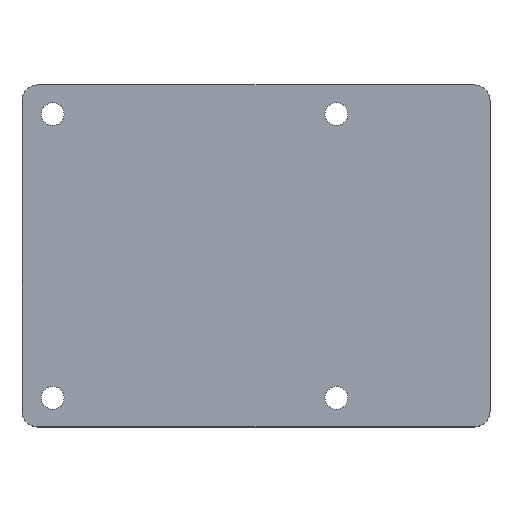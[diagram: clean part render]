
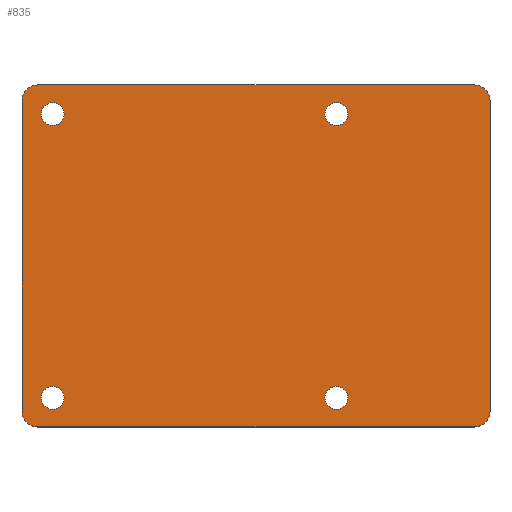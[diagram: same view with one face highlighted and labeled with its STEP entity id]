
A CAD part, top view. The second image highlights one B-rep face of the part: STEP entity #835.
In plain terms, the highlighted planar face has unit normal (0, 0, 1).
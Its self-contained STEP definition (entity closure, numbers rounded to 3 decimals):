
#27 = DIRECTION ( 'NONE',  ( 0., 0., -1. ) ) ;
#28 = EDGE_LOOP ( 'NONE', ( #681, #691 ) ) ;
#30 = ORIENTED_EDGE ( 'NONE', *, *, #129, .T. ) ;
#37 = DIRECTION ( 'NONE',  ( -1., 0., 0. ) ) ;
#46 = AXIS2_PLACEMENT_3D ( 'NONE', #1326, #657, #1616 ) ;
#58 = EDGE_CURVE ( 'NONE', #637, #1240, #398, .T. ) ;
#78 = ORIENTED_EDGE ( 'NONE', *, *, #1393, .T. ) ;
#98 = AXIS2_PLACEMENT_3D ( 'NONE', #876, #1154, #1291 ) ;
#129 = EDGE_CURVE ( 'NONE', #585, #1189, #1451, .T. ) ;
#144 = AXIS2_PLACEMENT_3D ( 'NONE', #1456, #772, #1329 ) ;
#146 = CARTESIAN_POINT ( 'NONE',  ( -24.35, 18., 0. ) ) ;
#167 = DIRECTION ( 'NONE',  ( -1., 0., 0. ) ) ;
#182 = AXIS2_PLACEMENT_3D ( 'NONE', #1010, #559, #1706 ) ;
#194 = EDGE_LOOP ( 'NONE', ( #30, #973 ) ) ;
#243 = CARTESIAN_POINT ( 'NONE',  ( -29.7, -21.7, 0. ) ) ;
#246 = LINE ( 'NONE', #497, #361 ) ;
#249 = CARTESIAN_POINT ( 'NONE',  ( -27.7, -21.7, 0. ) ) ;
#253 = DIRECTION ( 'NONE',  ( -1., 0., 0. ) ) ;
#281 = EDGE_LOOP ( 'NONE', ( #1630, #1062, #1515, #78, #1444, #958, #904, #953 ) ) ;
#293 = EDGE_CURVE ( 'NONE', #1581, #1240, #246, .T. ) ;
#294 = CIRCLE ( 'NONE', #144, 2. ) ;
#301 = VECTOR ( 'NONE', #1135, 1000. ) ;
#319 = CIRCLE ( 'NONE', #718, 2. ) ;
#333 = DIRECTION ( 'NONE',  ( -1., 0., 0. ) ) ;
#343 = CARTESIAN_POINT ( 'NONE',  ( 8.75, -18., 0. ) ) ;
#361 = VECTOR ( 'NONE', #1476, 1000. ) ;
#368 = CARTESIAN_POINT ( 'NONE',  ( 27.7, -19.7, 0. ) ) ;
#373 = CIRCLE ( 'NONE', #182, 1.45 ) ;
#393 = VECTOR ( 'NONE', #1011, 1000. ) ;
#398 = CIRCLE ( 'NONE', #797, 2. ) ;
#407 = ORIENTED_EDGE ( 'NONE', *, *, #469, .T. ) ;
#415 = ORIENTED_EDGE ( 'NONE', *, *, #463, .T. ) ;
#420 = CARTESIAN_POINT ( 'NONE',  ( -27.7, 21.7, 0. ) ) ;
#463 = EDGE_CURVE ( 'NONE', #1589, #1315, #1208, .T. ) ;
#469 = EDGE_CURVE ( 'NONE', #1318, #1373, #562, .T. ) ;
#478 = VERTEX_POINT ( 'NONE', #1674 ) ;
#486 = CIRCLE ( 'NONE', #1522, 1.45 ) ;
#497 = CARTESIAN_POINT ( 'NONE',  ( -29.7, 21.7, 0. ) ) ;
#522 = FACE_OUTER_BOUND ( 'NONE', #281, .T. ) ;
#524 = EDGE_CURVE ( 'NONE', #1189, #585, #486, .T. ) ;
#527 = CARTESIAN_POINT ( 'NONE',  ( -24.35, -18., 0. ) ) ;
#546 = VERTEX_POINT ( 'NONE', #1118 ) ;
#559 = DIRECTION ( 'NONE',  ( 0., 0., -1. ) ) ;
#560 = FACE_BOUND ( 'NONE', #1204, .T. ) ;
#562 = CIRCLE ( 'NONE', #1776, 1.45 ) ;
#572 = VECTOR ( 'NONE', #1617, 1000. ) ;
#583 = DIRECTION ( 'NONE',  ( 0., 0., 1. ) ) ;
#585 = VERTEX_POINT ( 'NONE', #343 ) ;
#599 = CIRCLE ( 'NONE', #885, 1.45 ) ;
#607 = CARTESIAN_POINT ( 'NONE',  ( 8.75, 18., 0. ) ) ;
#610 = DIRECTION ( 'NONE',  ( 0., 0., 1. ) ) ;
#622 = DIRECTION ( 'NONE',  ( -1., 0., 0. ) ) ;
#627 = EDGE_CURVE ( 'NONE', #1472, #546, #1779, .T. ) ;
#635 = AXIS2_PLACEMENT_3D ( 'NONE', #729, #583, #1567 ) ;
#637 = VERTEX_POINT ( 'NONE', #1442 ) ;
#651 = CARTESIAN_POINT ( 'NONE',  ( -25.8, -18., 0. ) ) ;
#657 = DIRECTION ( 'NONE',  ( 0., 0., -1. ) ) ;
#666 = EDGE_CURVE ( 'NONE', #1315, #1589, #373, .T. ) ;
#681 = ORIENTED_EDGE ( 'NONE', *, *, #1545, .T. ) ;
#687 = DIRECTION ( 'NONE',  ( 0., 0., -1. ) ) ;
#691 = ORIENTED_EDGE ( 'NONE', *, *, #627, .T. ) ;
#718 = AXIS2_PLACEMENT_3D ( 'NONE', #368, #610, #622 ) ;
#723 = DIRECTION ( 'NONE',  ( 0., 0., -1. ) ) ;
#729 = CARTESIAN_POINT ( 'NONE',  ( -27.7, -19.7, 0. ) ) ;
#731 = FACE_BOUND ( 'NONE', #1353, .T. ) ;
#772 = DIRECTION ( 'NONE',  ( 0., 0., 1. ) ) ;
#775 = EDGE_CURVE ( 'NONE', #478, #1176, #1114, .T. ) ;
#797 = AXIS2_PLACEMENT_3D ( 'NONE', #1110, #840, #167 ) ;
#835 = ADVANCED_FACE ( 'NONE', ( #1034, #731, #1735, #560, #522 ), #1437, .F. ) ;
#839 = EDGE_CURVE ( 'NONE', #637, #1783, #922, .T. ) ;
#840 = DIRECTION ( 'NONE',  ( 0., 0., 1. ) ) ;
#858 = CARTESIAN_POINT ( 'NONE',  ( 10.2, -18., 0. ) ) ;
#876 = CARTESIAN_POINT ( 'NONE',  ( -25.8, -18., 0. ) ) ;
#885 = AXIS2_PLACEMENT_3D ( 'NONE', #651, #1067, #253 ) ;
#886 = AXIS2_PLACEMENT_3D ( 'NONE', #1732, #723, #333 ) ;
#904 = ORIENTED_EDGE ( 'NONE', *, *, #775, .F. ) ;
#922 = LINE ( 'NONE', #1429, #393 ) ;
#953 = ORIENTED_EDGE ( 'NONE', *, *, #954, .T. ) ;
#954 = EDGE_CURVE ( 'NONE', #478, #1783, #319, .T. ) ;
#958 = ORIENTED_EDGE ( 'NONE', *, *, #1222, .T. ) ;
#973 = ORIENTED_EDGE ( 'NONE', *, *, #524, .T. ) ;
#976 = CIRCLE ( 'NONE', #635, 2. ) ;
#988 = CARTESIAN_POINT ( 'NONE',  ( -27.25, 18., 0. ) ) ;
#990 = DIRECTION ( 'NONE',  ( 0., 0., -1. ) ) ;
#998 = CARTESIAN_POINT ( 'NONE',  ( 29.7, -19.7, 0. ) ) ;
#1010 = CARTESIAN_POINT ( 'NONE',  ( -25.8, 18., 0. ) ) ;
#1011 = DIRECTION ( 'NONE',  ( 0., -1., 0. ) ) ;
#1034 = FACE_BOUND ( 'NONE', #194, .T. ) ;
#1062 = ORIENTED_EDGE ( 'NONE', *, *, #58, .T. ) ;
#1067 = DIRECTION ( 'NONE',  ( 0., 0., -1. ) ) ;
#1110 = CARTESIAN_POINT ( 'NONE',  ( 27.7, 19.7, 0. ) ) ;
#1114 = LINE ( 'NONE', #1425, #301 ) ;
#1118 = CARTESIAN_POINT ( 'NONE',  ( -27.25, -18., 0. ) ) ;
#1135 = DIRECTION ( 'NONE',  ( -1., 0., 0. ) ) ;
#1138 = CIRCLE ( 'NONE', #46, 1.45 ) ;
#1154 = DIRECTION ( 'NONE',  ( 0., 0., -1. ) ) ;
#1159 = LINE ( 'NONE', #243, #572 ) ;
#1176 = VERTEX_POINT ( 'NONE', #249 ) ;
#1189 = VERTEX_POINT ( 'NONE', #1211 ) ;
#1204 = EDGE_LOOP ( 'NONE', ( #1722, #407 ) ) ;
#1208 = CIRCLE ( 'NONE', #1421, 1.45 ) ;
#1211 = CARTESIAN_POINT ( 'NONE',  ( 11.65, -18., 0. ) ) ;
#1222 = EDGE_CURVE ( 'NONE', #1782, #1176, #976, .T. ) ;
#1240 = VERTEX_POINT ( 'NONE', #1409 ) ;
#1267 = CARTESIAN_POINT ( 'NONE',  ( 0., 0., 0. ) ) ;
#1291 = DIRECTION ( 'NONE',  ( -1., 0., 0. ) ) ;
#1315 = VERTEX_POINT ( 'NONE', #988 ) ;
#1318 = VERTEX_POINT ( 'NONE', #1561 ) ;
#1326 = CARTESIAN_POINT ( 'NONE',  ( 10.2, 18., 0. ) ) ;
#1329 = DIRECTION ( 'NONE',  ( -1., 0., 0. ) ) ;
#1353 = EDGE_LOOP ( 'NONE', ( #1744, #415 ) ) ;
#1355 = CARTESIAN_POINT ( 'NONE',  ( -29.7, 19.7, 0. ) ) ;
#1367 = DIRECTION ( 'NONE',  ( -1., 0., 0. ) ) ;
#1373 = VERTEX_POINT ( 'NONE', #607 ) ;
#1381 = CARTESIAN_POINT ( 'NONE',  ( 10.2, 18., 0. ) ) ;
#1393 = EDGE_CURVE ( 'NONE', #1581, #1560, #294, .T. ) ;
#1409 = CARTESIAN_POINT ( 'NONE',  ( 27.7, 21.7, 0. ) ) ;
#1413 = AXIS2_PLACEMENT_3D ( 'NONE', #1267, #1734, #1707 ) ;
#1421 = AXIS2_PLACEMENT_3D ( 'NONE', #1688, #27, #1367 ) ;
#1425 = CARTESIAN_POINT ( 'NONE',  ( 29.7, -21.7, 0. ) ) ;
#1429 = CARTESIAN_POINT ( 'NONE',  ( 29.7, 21.7, 0. ) ) ;
#1431 = EDGE_CURVE ( 'NONE', #1782, #1560, #1159, .T. ) ;
#1437 = PLANE ( 'NONE',  #1413 ) ;
#1442 = CARTESIAN_POINT ( 'NONE',  ( 29.7, 19.7, 0. ) ) ;
#1444 = ORIENTED_EDGE ( 'NONE', *, *, #1431, .F. ) ;
#1451 = CIRCLE ( 'NONE', #886, 1.45 ) ;
#1456 = CARTESIAN_POINT ( 'NONE',  ( -27.7, 19.7, 0. ) ) ;
#1472 = VERTEX_POINT ( 'NONE', #527 ) ;
#1476 = DIRECTION ( 'NONE',  ( 1., 0., 0. ) ) ;
#1515 = ORIENTED_EDGE ( 'NONE', *, *, #293, .F. ) ;
#1522 = AXIS2_PLACEMENT_3D ( 'NONE', #858, #990, #37 ) ;
#1545 = EDGE_CURVE ( 'NONE', #546, #1472, #599, .T. ) ;
#1560 = VERTEX_POINT ( 'NONE', #1355 ) ;
#1561 = CARTESIAN_POINT ( 'NONE',  ( 11.65, 18., 0. ) ) ;
#1567 = DIRECTION ( 'NONE',  ( -1., 0., 0. ) ) ;
#1581 = VERTEX_POINT ( 'NONE', #420 ) ;
#1589 = VERTEX_POINT ( 'NONE', #146 ) ;
#1616 = DIRECTION ( 'NONE',  ( -1., 0., 0. ) ) ;
#1617 = DIRECTION ( 'NONE',  ( 0., 1., 0. ) ) ;
#1630 = ORIENTED_EDGE ( 'NONE', *, *, #839, .F. ) ;
#1666 = EDGE_CURVE ( 'NONE', #1373, #1318, #1138, .T. ) ;
#1674 = CARTESIAN_POINT ( 'NONE',  ( 27.7, -21.7, 0. ) ) ;
#1681 = DIRECTION ( 'NONE',  ( -1., 0., 0. ) ) ;
#1688 = CARTESIAN_POINT ( 'NONE',  ( -25.8, 18., 0. ) ) ;
#1706 = DIRECTION ( 'NONE',  ( -1., 0., 0. ) ) ;
#1707 = DIRECTION ( 'NONE',  ( -1., 0., 0. ) ) ;
#1717 = CARTESIAN_POINT ( 'NONE',  ( -29.7, -19.7, 0. ) ) ;
#1722 = ORIENTED_EDGE ( 'NONE', *, *, #1666, .T. ) ;
#1732 = CARTESIAN_POINT ( 'NONE',  ( 10.2, -18., 0. ) ) ;
#1734 = DIRECTION ( 'NONE',  ( 0., 0., -1. ) ) ;
#1735 = FACE_BOUND ( 'NONE', #28, .T. ) ;
#1744 = ORIENTED_EDGE ( 'NONE', *, *, #666, .T. ) ;
#1776 = AXIS2_PLACEMENT_3D ( 'NONE', #1381, #687, #1681 ) ;
#1779 = CIRCLE ( 'NONE', #98, 1.45 ) ;
#1782 = VERTEX_POINT ( 'NONE', #1717 ) ;
#1783 = VERTEX_POINT ( 'NONE', #998 ) ;
